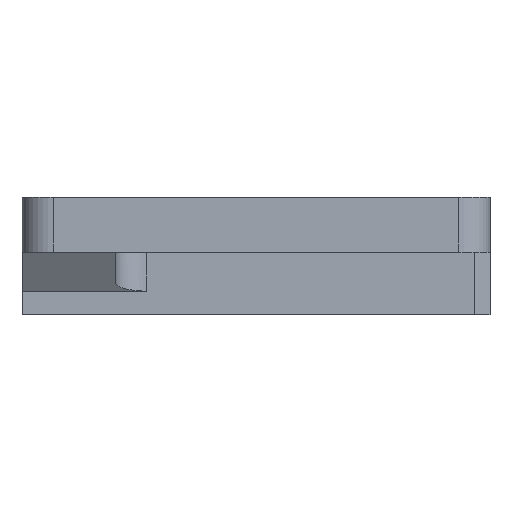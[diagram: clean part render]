
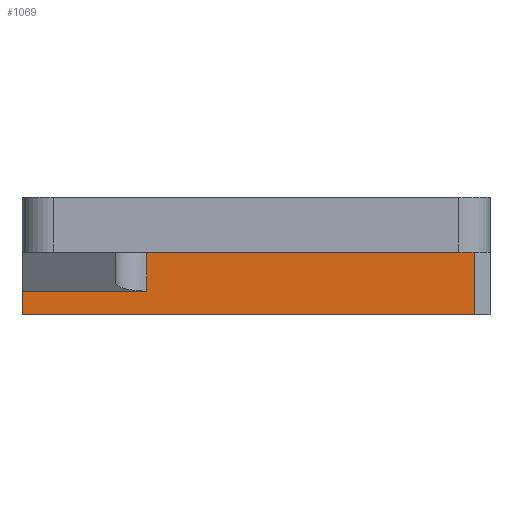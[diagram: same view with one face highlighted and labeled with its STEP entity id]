
A CAD part, front view. The second image highlights one B-rep face of the part: STEP entity #1069.
In plain terms, the highlighted planar face has unit normal (0, -1, 0).
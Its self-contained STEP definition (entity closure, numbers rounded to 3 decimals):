
#202=FACE_OUTER_BOUND('',#292,.T.);
#292=EDGE_LOOP('',(#897,#898,#899,#900,#901,#902));
#334=LINE('',#1594,#407);
#370=LINE('',#1785,#443);
#381=LINE('',#1810,#454);
#382=LINE('',#1813,#455);
#383=LINE('',#1815,#456);
#384=LINE('',#1816,#457);
#407=VECTOR('',#1250,10.);
#443=VECTOR('',#1472,10.);
#454=VECTOR('',#1495,10.);
#455=VECTOR('',#1498,10.);
#456=VECTOR('',#1499,10.);
#457=VECTOR('',#1500,10.);
#480=VERTEX_POINT('',#1591);
#481=VERTEX_POINT('',#1593);
#542=VERTEX_POINT('',#1782);
#543=VERTEX_POINT('',#1784);
#552=VERTEX_POINT('',#1812);
#553=VERTEX_POINT('',#1814);
#574=EDGE_CURVE('',#480,#481,#334,.T.);
#664=EDGE_CURVE('',#542,#543,#370,.T.);
#677=EDGE_CURVE('',#542,#481,#381,.T.);
#678=EDGE_CURVE('',#552,#480,#382,.T.);
#679=EDGE_CURVE('',#552,#553,#383,.T.);
#680=EDGE_CURVE('',#553,#543,#384,.T.);
#897=ORIENTED_EDGE('',*,*,#574,.F.);
#898=ORIENTED_EDGE('',*,*,#678,.F.);
#899=ORIENTED_EDGE('',*,*,#679,.T.);
#900=ORIENTED_EDGE('',*,*,#680,.T.);
#901=ORIENTED_EDGE('',*,*,#664,.F.);
#902=ORIENTED_EDGE('',*,*,#677,.T.);
#1012=PLANE('',#1210);
#1069=ADVANCED_FACE('',(#202),#1012,.T.);
#1210=AXIS2_PLACEMENT_3D('',#1811,#1496,#1497);
#1250=DIRECTION('',(1.,0.,0.));
#1472=DIRECTION('',(1.,0.,0.));
#1495=DIRECTION('',(0.,0.,-1.));
#1496=DIRECTION('center_axis',(0.,-1.,0.));
#1497=DIRECTION('ref_axis',(1.,0.,0.));
#1498=DIRECTION('',(0.,0.,1.));
#1499=DIRECTION('',(1.,0.,0.));
#1500=DIRECTION('',(0.,0.,1.));
#1591=CARTESIAN_POINT('',(-30.,-30.,3.));
#1593=CARTESIAN_POINT('',(-14.,-30.,3.));
#1594=CARTESIAN_POINT('',(-27.,-30.,3.));
#1782=CARTESIAN_POINT('',(-14.,-30.,15.));
#1784=CARTESIAN_POINT('',(28.,-30.,15.));
#1785=CARTESIAN_POINT('',(28.,-30.,15.));
#1810=CARTESIAN_POINT('',(-14.,-30.,4.));
#1811=CARTESIAN_POINT('Origin',(-30.,-30.,0.));
#1812=CARTESIAN_POINT('',(-30.,-30.,0.));
#1813=CARTESIAN_POINT('',(-30.,-30.,0.));
#1814=CARTESIAN_POINT('',(28.,-30.,0.));
#1815=CARTESIAN_POINT('',(-30.,-30.,0.));
#1816=CARTESIAN_POINT('',(28.,-30.,0.));
